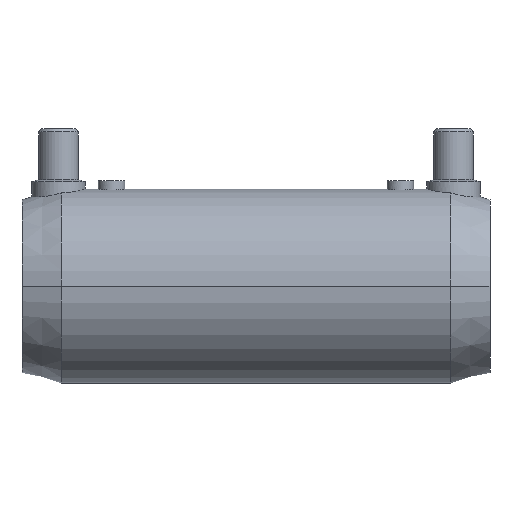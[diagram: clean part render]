
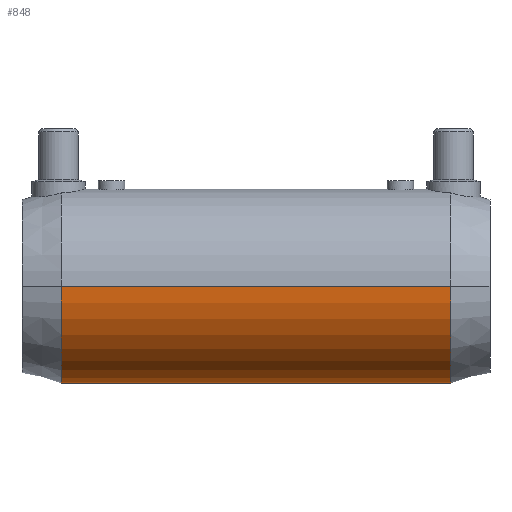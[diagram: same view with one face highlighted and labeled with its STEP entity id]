
A CAD part, front view. The second image highlights one B-rep face of the part: STEP entity #848.
In plain terms, the highlighted cylindrical face has radius 29.25 mm (diameter 58.5 mm), a partial arc.
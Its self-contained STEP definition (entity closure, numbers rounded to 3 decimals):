
#312 = EDGE_CURVE( '', #868, #478, #892, .T. );
#368 = VERTEX_POINT( '', #956 );
#378 = VERTEX_POINT( '', #967 );
#404 = EDGE_CURVE( '', #560, #868, #999, .T. );
#478 = VERTEX_POINT( '', #1084 );
#490 = VERTEX_POINT( '', #1097 );
#508 = EDGE_CURVE( '', #368, #490, #1115, .T. );
#546 = EDGE_CURVE( '', #378, #490, #1156, .T. );
#560 = VERTEX_POINT( '', #1172 );
#616 = EDGE_CURVE( '', #706, #368, #1239, .T. );
#706 = VERTEX_POINT( '', #1343 );
#740 = EDGE_CURVE( '', #706, #560, #1379, .T. );
#778 = EDGE_CURVE( '', #378, #478, #1424, .T. );
#848 = ADVANCED_FACE( '', ( #1498 ), #1499, .T. );
#868 = VERTEX_POINT( '', #1520 );
#892 = LINE( '', #1538, #1539 );
#956 = CARTESIAN_POINT( '', ( 70.5, 14.926, -25.155 ) );
#967 = CARTESIAN_POINT( '', ( 129.167, 29.25, 0. ) );
#999 = CIRCLE( '', #1797, 29.25 );
#1084 = CARTESIAN_POINT( '', ( 129.167, -29.25, 0. ) );
#1097 = CARTESIAN_POINT( '', ( 95.655, 29.25, 0. ) );
#1115 = B_SPLINE_CURVE_WITH_KNOTS( '', 3, ( #2076, #2077, #2078, #2079, #2080, #2081, #2082, #2083, #2084, #2085, #2086, #2087, #2088, #2089, #2090, #2091, #2092, #2093, #2094, #2095, #2096, #2097, #2098, #2099, #2100, #2101, #2102, #2103, #2104, #2105, #2106, #2107, #2108, #2109 ), .UNSPECIFIED., .F., .F., ( 4, 2, 2, 2, 2, 2, 2, 2, 2, 2, 2, 2, 2, 2, 2, 2, 4 ), ( 0., 2.66, 5.319, 7.979, 10.638, 13.298, 15.957, 18.617, 21.276, 23.801, 26.326, 28.85, 31.375, 33.9, 36.425, 38.949, 41.474 ), .UNSPECIFIED. );
#1156 = LINE( '', #2185, #2186 );
#1172 = CARTESIAN_POINT( '', ( 11.833, 29.25, 0. ) );
#1239 = B_SPLINE_CURVE_WITH_KNOTS( '', 3, ( #2317, #2318, #2319, #2320, #2321, #2322, #2323, #2324, #2325, #2326, #2327, #2328, #2329, #2330, #2331, #2332, #2333, #2334, #2335, #2336, #2337, #2338, #2339, #2340, #2341, #2342, #2343, #2344, #2345, #2346, #2347, #2348, #2349, #2350 ), .UNSPECIFIED., .F., .F., ( 4, 2, 2, 2, 2, 2, 2, 2, 2, 2, 2, 2, 2, 2, 2, 2, 4 ), ( 124.422, 126.947, 129.472, 131.997, 134.521, 137.046, 139.571, 142.095, 144.62, 147.28, 149.939, 152.599, 155.258, 157.918, 160.577, 163.237, 165.896 ), .UNSPECIFIED. );
#1343 = CARTESIAN_POINT( '', ( 45.345, 29.25, 0. ) );
#1379 = LINE( '', #2642, #2643 );
#1424 = CIRCLE( '', #2701, 29.25 );
#1498 = FACE_OUTER_BOUND( '', #2853, .T. );
#1499 = CYLINDRICAL_SURFACE( '', #2854, 29.25 );
#1520 = CARTESIAN_POINT( '', ( 11.833, -29.25, 0. ) );
#1538 = CARTESIAN_POINT( '', ( 70.5, -29.25, 0. ) );
#1539 = VECTOR( '', #2973, 1. );
#1797 = AXIS2_PLACEMENT_3D( '', #3113, #3114, #3115 );
#2076 = CARTESIAN_POINT( '', ( 70.5, 14.926, -25.155 ) );
#2077 = CARTESIAN_POINT( '', ( 71.387, 14.926, -25.155 ) );
#2078 = CARTESIAN_POINT( '', ( 72.258, 15.006, -25.108 ) );
#2079 = CARTESIAN_POINT( '', ( 73.97, 15.301, -24.929 ) );
#2080 = CARTESIAN_POINT( '', ( 74.809, 15.516, -24.797 ) );
#2081 = CARTESIAN_POINT( '', ( 76.455, 16.051, -24.455 ) );
#2082 = CARTESIAN_POINT( '', ( 77.261, 16.371, -24.244 ) );
#2083 = CARTESIAN_POINT( '', ( 78.838, 17.082, -23.747 ) );
#2084 = CARTESIAN_POINT( '', ( 79.609, 17.475, -23.462 ) );
#2085 = CARTESIAN_POINT( '', ( 81.113, 18.304, -22.821 ) );
#2086 = CARTESIAN_POINT( '', ( 81.846, 18.741, -22.465 ) );
#2087 = CARTESIAN_POINT( '', ( 83.269, 19.635, -21.688 ) );
#2088 = CARTESIAN_POINT( '', ( 83.959, 20.093, -21.267 ) );
#2089 = CARTESIAN_POINT( '', ( 85.289, 21.007, -20.364 ) );
#2090 = CARTESIAN_POINT( '', ( 85.93, 21.464, -19.883 ) );
#2091 = CARTESIAN_POINT( '', ( 87.153, 22.359, -18.87 ) );
#2092 = CARTESIAN_POINT( '', ( 87.736, 22.798, -18.338 ) );
#2093 = CARTESIAN_POINT( '', ( 88.811, 23.621, -17.264 ) );
#2094 = CARTESIAN_POINT( '', ( 89.324, 24.022, -16.704 ) );
#2095 = CARTESIAN_POINT( '', ( 90.316, 24.806, -15.515 ) );
#2096 = CARTESIAN_POINT( '', ( 90.794, 25.19, -14.885 ) );
#2097 = CARTESIAN_POINT( '', ( 91.7, 25.926, -13.563 ) );
#2098 = CARTESIAN_POINT( '', ( 92.129, 26.278, -12.87 ) );
#2099 = CARTESIAN_POINT( '', ( 92.923, 26.936, -11.43 ) );
#2100 = CARTESIAN_POINT( '', ( 93.29, 27.242, -10.682 ) );
#2101 = CARTESIAN_POINT( '', ( 93.95, 27.797, -9.142 ) );
#2102 = CARTESIAN_POINT( '', ( 94.244, 28.046, -8.349 ) );
#2103 = CARTESIAN_POINT( '', ( 94.753, 28.478, -6.729 ) );
#2104 = CARTESIAN_POINT( '', ( 94.968, 28.661, -5.902 ) );
#2105 = CARTESIAN_POINT( '', ( 95.312, 28.955, -4.23 ) );
#2106 = CARTESIAN_POINT( '', ( 95.441, 29.066, -3.384 ) );
#2107 = CARTESIAN_POINT( '', ( 95.613, 29.214, -1.69 ) );
#2108 = CARTESIAN_POINT( '', ( 95.655, 29.25, -0.842 ) );
#2109 = CARTESIAN_POINT( '', ( 95.655, 29.25, 0. ) );
#2185 = CARTESIAN_POINT( '', ( 70.5, 29.25, 0. ) );
#2186 = VECTOR( '', #3302, 1. );
#2317 = CARTESIAN_POINT( '', ( 45.345, 29.25, 0. ) );
#2318 = CARTESIAN_POINT( '', ( 45.345, 29.25, -0.842 ) );
#2319 = CARTESIAN_POINT( '', ( 45.387, 29.214, -1.69 ) );
#2320 = CARTESIAN_POINT( '', ( 45.559, 29.066, -3.384 ) );
#2321 = CARTESIAN_POINT( '', ( 45.688, 28.955, -4.23 ) );
#2322 = CARTESIAN_POINT( '', ( 46.032, 28.661, -5.902 ) );
#2323 = CARTESIAN_POINT( '', ( 46.247, 28.478, -6.729 ) );
#2324 = CARTESIAN_POINT( '', ( 46.756, 28.046, -8.349 ) );
#2325 = CARTESIAN_POINT( '', ( 47.05, 27.797, -9.142 ) );
#2326 = CARTESIAN_POINT( '', ( 47.71, 27.242, -10.682 ) );
#2327 = CARTESIAN_POINT( '', ( 48.077, 26.936, -11.43 ) );
#2328 = CARTESIAN_POINT( '', ( 48.871, 26.278, -12.87 ) );
#2329 = CARTESIAN_POINT( '', ( 49.3, 25.926, -13.563 ) );
#2330 = CARTESIAN_POINT( '', ( 50.206, 25.19, -14.885 ) );
#2331 = CARTESIAN_POINT( '', ( 50.684, 24.806, -15.515 ) );
#2332 = CARTESIAN_POINT( '', ( 51.676, 24.022, -16.704 ) );
#2333 = CARTESIAN_POINT( '', ( 52.189, 23.621, -17.264 ) );
#2334 = CARTESIAN_POINT( '', ( 53.264, 22.798, -18.338 ) );
#2335 = CARTESIAN_POINT( '', ( 53.847, 22.359, -18.87 ) );
#2336 = CARTESIAN_POINT( '', ( 55.07, 21.464, -19.883 ) );
#2337 = CARTESIAN_POINT( '', ( 55.711, 21.007, -20.364 ) );
#2338 = CARTESIAN_POINT( '', ( 57.041, 20.093, -21.267 ) );
#2339 = CARTESIAN_POINT( '', ( 57.731, 19.635, -21.688 ) );
#2340 = CARTESIAN_POINT( '', ( 59.154, 18.741, -22.465 ) );
#2341 = CARTESIAN_POINT( '', ( 59.887, 18.304, -22.821 ) );
#2342 = CARTESIAN_POINT( '', ( 61.391, 17.475, -23.462 ) );
#2343 = CARTESIAN_POINT( '', ( 62.162, 17.082, -23.747 ) );
#2344 = CARTESIAN_POINT( '', ( 63.739, 16.371, -24.244 ) );
#2345 = CARTESIAN_POINT( '', ( 64.545, 16.051, -24.455 ) );
#2346 = CARTESIAN_POINT( '', ( 66.191, 15.516, -24.797 ) );
#2347 = CARTESIAN_POINT( '', ( 67.03, 15.301, -24.929 ) );
#2348 = CARTESIAN_POINT( '', ( 68.742, 15.006, -25.108 ) );
#2349 = CARTESIAN_POINT( '', ( 69.613, 14.926, -25.155 ) );
#2350 = CARTESIAN_POINT( '', ( 70.5, 14.926, -25.155 ) );
#2642 = CARTESIAN_POINT( '', ( 70.5, 29.25, 0. ) );
#2643 = VECTOR( '', #3576, 1. );
#2701 = AXIS2_PLACEMENT_3D( '', #3648, #3649, #3650 );
#2853 = EDGE_LOOP( '', ( #3710, #3711, #3712, #3713, #3714, #3715, #3716 ) );
#2854 = AXIS2_PLACEMENT_3D( '', #3717, #3718, #3719 );
#2973 = DIRECTION( '', ( 1., 0., 0. ) );
#3113 = CARTESIAN_POINT( '', ( 11.833, 0., 0. ) );
#3114 = DIRECTION( '', ( -1., 0., 0. ) );
#3115 = DIRECTION( '', ( 0., 1., 0. ) );
#3302 = DIRECTION( '', ( -1., 0., 0. ) );
#3576 = DIRECTION( '', ( -1., 0., 0. ) );
#3648 = CARTESIAN_POINT( '', ( 129.167, 0., 0. ) );
#3649 = DIRECTION( '', ( -1., 0., 0. ) );
#3650 = DIRECTION( '', ( 0., 1., 0. ) );
#3710 = ORIENTED_EDGE( '', *, *, #546, .F. );
#3711 = ORIENTED_EDGE( '', *, *, #778, .T. );
#3712 = ORIENTED_EDGE( '', *, *, #312, .F. );
#3713 = ORIENTED_EDGE( '', *, *, #404, .F. );
#3714 = ORIENTED_EDGE( '', *, *, #740, .F. );
#3715 = ORIENTED_EDGE( '', *, *, #616, .T. );
#3716 = ORIENTED_EDGE( '', *, *, #508, .T. );
#3717 = CARTESIAN_POINT( '', ( 70.5, 0., 0. ) );
#3718 = DIRECTION( '', ( 1., 0., 0. ) );
#3719 = DIRECTION( '', ( 0., 1., 0. ) );
